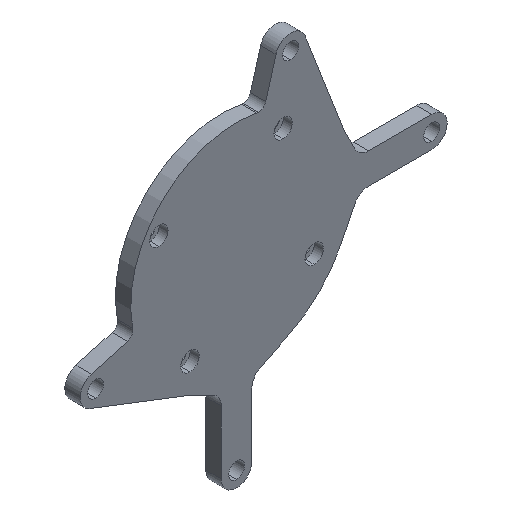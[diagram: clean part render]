
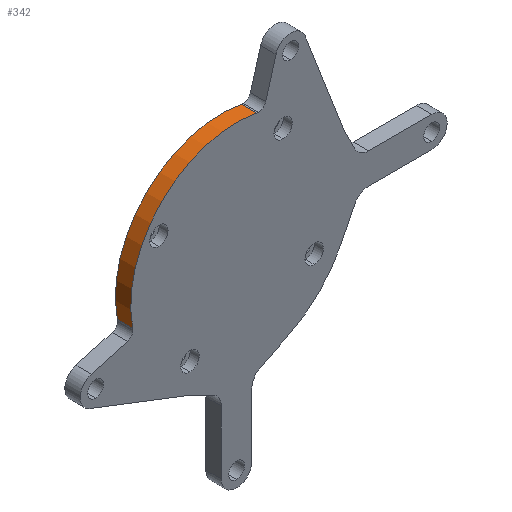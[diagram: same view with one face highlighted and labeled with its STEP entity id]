
A CAD part, isometric view. The second image highlights one B-rep face of the part: STEP entity #342.
In plain terms, the highlighted cylindrical face has radius 34.5 mm (diameter 69 mm), a partial arc.
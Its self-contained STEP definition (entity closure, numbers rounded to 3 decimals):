
#44 = DIRECTION ( 'NONE',  ( 0., -1., 0. ) ) ;
#79 = CIRCLE ( 'NONE', #1624, 34.5 ) ;
#107 = CARTESIAN_POINT ( 'NONE',  ( 0., 5., 0. ) ) ;
#131 = AXIS2_PLACEMENT_3D ( 'NONE', #1389, #182, #630 ) ;
#182 = DIRECTION ( 'NONE',  ( 0., 1., 0. ) ) ;
#314 = VERTEX_POINT ( 'NONE', #1612 ) ;
#317 = EDGE_LOOP ( 'NONE', ( #622, #1866, #585, #1074 ) ) ;
#320 = CARTESIAN_POINT ( 'NONE',  ( 0., 5., 0. ) ) ;
#342 = ADVANCED_FACE ( 'NONE', ( #750 ), #1334, .T. ) ;
#394 = DIRECTION ( 'NONE',  ( 0., 0., -1. ) ) ;
#409 = AXIS2_PLACEMENT_3D ( 'NONE', #320, #1923, #879 ) ;
#452 = VERTEX_POINT ( 'NONE', #1831 ) ;
#515 = VECTOR ( 'NONE', #954, 1000. ) ;
#585 = ORIENTED_EDGE ( 'NONE', *, *, #1698, .F. ) ;
#622 = ORIENTED_EDGE ( 'NONE', *, *, #864, .T. ) ;
#630 = DIRECTION ( 'NONE',  ( 0., 0., 1. ) ) ;
#707 = DIRECTION ( 'NONE',  ( 0., 1., 0. ) ) ;
#750 = FACE_OUTER_BOUND ( 'NONE', #317, .T. ) ;
#763 = CIRCLE ( 'NONE', #131, 34.5 ) ;
#791 = LINE ( 'NONE', #1379, #1312 ) ;
#864 = EDGE_CURVE ( 'NONE', #1854, #452, #763, .T. ) ;
#866 = CARTESIAN_POINT ( 'NONE',  ( 6.629, 5., 33.857 ) ) ;
#879 = DIRECTION ( 'NONE',  ( 0., 0., -1. ) ) ;
#954 = DIRECTION ( 'NONE',  ( 0., -1., 0. ) ) ;
#1074 = ORIENTED_EDGE ( 'NONE', *, *, #1666, .T. ) ;
#1312 = VECTOR ( 'NONE', #44, 1000. ) ;
#1320 = CARTESIAN_POINT ( 'NONE',  ( 6.629, 5., 33.857 ) ) ;
#1328 = EDGE_CURVE ( 'NONE', #1874, #452, #1578, .T. ) ;
#1334 = CYLINDRICAL_SURFACE ( 'NONE', #409, 34.5 ) ;
#1352 = CARTESIAN_POINT ( 'NONE',  ( -33.857, 0., -6.629 ) ) ;
#1379 = CARTESIAN_POINT ( 'NONE',  ( -33.857, 5., -6.629 ) ) ;
#1389 = CARTESIAN_POINT ( 'NONE',  ( 0., 0., 0. ) ) ;
#1578 = LINE ( 'NONE', #866, #515 ) ;
#1612 = CARTESIAN_POINT ( 'NONE',  ( -33.857, 5., -6.629 ) ) ;
#1624 = AXIS2_PLACEMENT_3D ( 'NONE', #107, #707, #394 ) ;
#1666 = EDGE_CURVE ( 'NONE', #314, #1854, #791, .T. ) ;
#1698 = EDGE_CURVE ( 'NONE', #314, #1874, #79, .T. ) ;
#1831 = CARTESIAN_POINT ( 'NONE',  ( 6.629, 0., 33.857 ) ) ;
#1854 = VERTEX_POINT ( 'NONE', #1352 ) ;
#1866 = ORIENTED_EDGE ( 'NONE', *, *, #1328, .F. ) ;
#1874 = VERTEX_POINT ( 'NONE', #1320 ) ;
#1923 = DIRECTION ( 'NONE',  ( 0., -1., 0. ) ) ;
